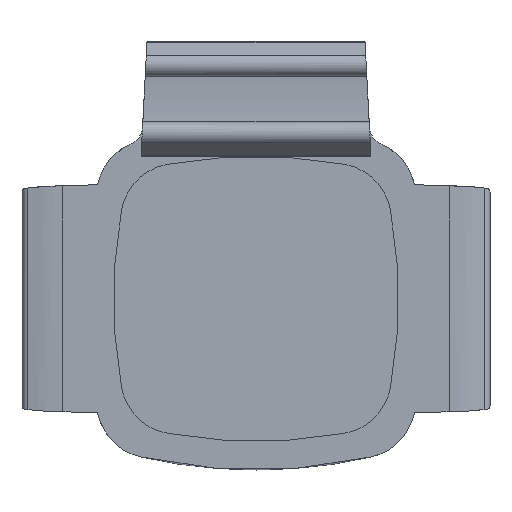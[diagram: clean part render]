
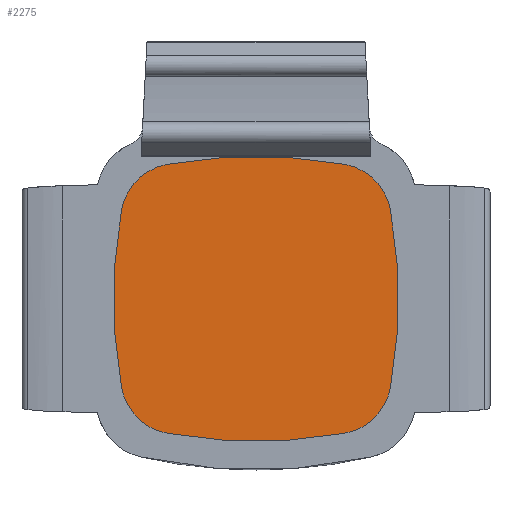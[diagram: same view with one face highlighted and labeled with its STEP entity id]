
A CAD part, front view. The second image highlights one B-rep face of the part: STEP entity #2275.
In plain terms, the highlighted planar face has unit normal (0, -1, 0).
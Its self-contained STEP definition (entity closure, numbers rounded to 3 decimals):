
#142=CIRCLE('',#2492,3.);
#143=CIRCLE('',#2494,25.5);
#144=CIRCLE('',#2496,3.);
#145=CIRCLE('',#2498,25.5);
#146=CIRCLE('',#2500,3.);
#147=CIRCLE('',#2502,25.5);
#148=CIRCLE('',#2504,3.);
#149=CIRCLE('',#2506,25.5);
#950=ORIENTED_EDGE('',*,*,#1285,.F.);
#951=ORIENTED_EDGE('',*,*,#1299,.F.);
#952=ORIENTED_EDGE('',*,*,#1297,.F.);
#953=ORIENTED_EDGE('',*,*,#1295,.F.);
#954=ORIENTED_EDGE('',*,*,#1293,.F.);
#955=ORIENTED_EDGE('',*,*,#1291,.F.);
#956=ORIENTED_EDGE('',*,*,#1289,.F.);
#957=ORIENTED_EDGE('',*,*,#1287,.F.);
#1285=EDGE_CURVE('',#1515,#1516,#142,.T.);
#1287=EDGE_CURVE('',#1516,#1517,#143,.T.);
#1289=EDGE_CURVE('',#1517,#1518,#144,.T.);
#1291=EDGE_CURVE('',#1518,#1519,#145,.T.);
#1293=EDGE_CURVE('',#1519,#1520,#146,.T.);
#1295=EDGE_CURVE('',#1520,#1521,#147,.T.);
#1297=EDGE_CURVE('',#1521,#1522,#148,.T.);
#1299=EDGE_CURVE('',#1522,#1515,#149,.T.);
#1515=VERTEX_POINT('',#4008);
#1516=VERTEX_POINT('',#4010);
#1517=VERTEX_POINT('',#4014);
#1518=VERTEX_POINT('',#4018);
#1519=VERTEX_POINT('',#4022);
#1520=VERTEX_POINT('',#4026);
#1521=VERTEX_POINT('',#4030);
#1522=VERTEX_POINT('',#4034);
#1995=EDGE_LOOP('',(#950,#951,#952,#953,#954,#955,#956,#957));
#2118=FACE_BOUND('',#1995,.T.);
#2153=PLANE('',#2507);
#2275=ADVANCED_FACE('',(#2118),#2153,.F.);
#2492=AXIS2_PLACEMENT_3D('',#4009,#3084,#3085);
#2494=AXIS2_PLACEMENT_3D('',#4013,#3089,#3090);
#2496=AXIS2_PLACEMENT_3D('',#4017,#3094,#3095);
#2498=AXIS2_PLACEMENT_3D('',#4021,#3099,#3100);
#2500=AXIS2_PLACEMENT_3D('',#4025,#3104,#3105);
#2502=AXIS2_PLACEMENT_3D('',#4029,#3109,#3110);
#2504=AXIS2_PLACEMENT_3D('',#4033,#3114,#3115);
#2506=AXIS2_PLACEMENT_3D('',#4037,#3119,#3120);
#2507=AXIS2_PLACEMENT_3D('',#4038,#3121,#3122);
#3084=DIRECTION('',(0.,1.,0.));
#3085=DIRECTION('',(1.,0.,0.));
#3089=DIRECTION('',(0.,1.,0.));
#3090=DIRECTION('',(1.,0.,0.));
#3094=DIRECTION('',(0.,1.,0.));
#3095=DIRECTION('',(1.,0.,0.));
#3099=DIRECTION('',(0.,1.,0.));
#3100=DIRECTION('',(1.,0.,0.));
#3104=DIRECTION('',(0.,1.,0.));
#3105=DIRECTION('',(1.,0.,0.));
#3109=DIRECTION('',(0.,1.,0.));
#3110=DIRECTION('',(1.,0.,0.));
#3114=DIRECTION('',(0.,1.,0.));
#3115=DIRECTION('',(1.,0.,0.));
#3119=DIRECTION('',(0.,1.,0.));
#3120=DIRECTION('',(1.,0.,0.));
#3121=DIRECTION('',(0.,1.,0.));
#3122=DIRECTION('',(0.,0.,1.));
#4008=CARTESIAN_POINT('',(-4.669,4.3,-7.069));
#4009=CARTESIAN_POINT('',(-4.12,4.3,-4.12));
#4010=CARTESIAN_POINT('',(-7.069,4.3,-4.669));
#4013=CARTESIAN_POINT('',(18.,4.3,0.));
#4014=CARTESIAN_POINT('',(-7.069,4.3,4.669));
#4017=CARTESIAN_POINT('',(-4.12,4.3,4.12));
#4018=CARTESIAN_POINT('',(-4.669,4.3,7.069));
#4021=CARTESIAN_POINT('',(0.,4.3,-18.));
#4022=CARTESIAN_POINT('',(4.669,4.3,7.069));
#4025=CARTESIAN_POINT('',(4.12,4.3,4.12));
#4026=CARTESIAN_POINT('',(7.069,4.3,4.669));
#4029=CARTESIAN_POINT('',(-18.,4.3,0.));
#4030=CARTESIAN_POINT('',(7.069,4.3,-4.669));
#4033=CARTESIAN_POINT('',(4.12,4.3,-4.12));
#4034=CARTESIAN_POINT('',(4.669,4.3,-7.069));
#4037=CARTESIAN_POINT('',(0.,4.3,18.));
#4038=CARTESIAN_POINT('',(6.94,4.3,-2.06));
